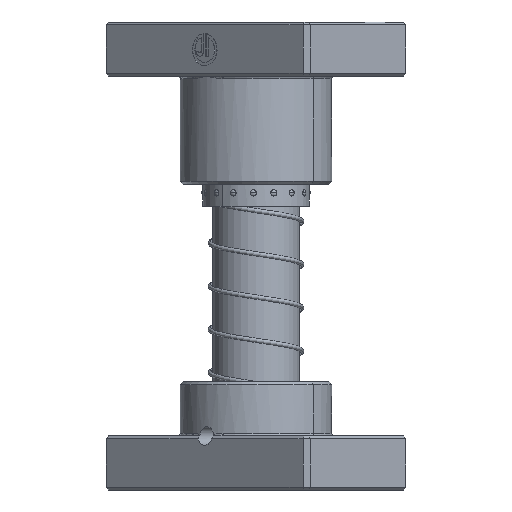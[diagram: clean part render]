
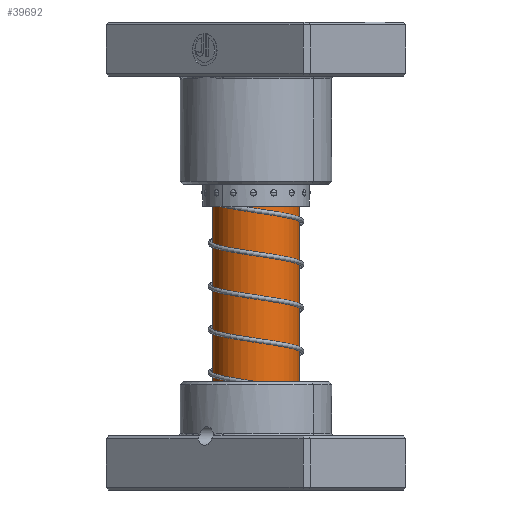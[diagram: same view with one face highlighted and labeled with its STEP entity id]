
A CAD part, front view. The second image highlights one B-rep face of the part: STEP entity #39692.
In plain terms, the highlighted cylindrical face has radius 16 mm (diameter 32 mm), a partial arc.
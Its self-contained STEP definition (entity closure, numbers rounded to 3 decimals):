
#1608 = VECTOR ( 'NONE', #15214, 1000. ) ;
#2987 = EDGE_CURVE ( 'NONE', #28095, #18146, #17315, .T. ) ;
#4222 = CARTESIAN_POINT ( 'NONE',  ( -16., 0., 140. ) ) ;
#4522 = EDGE_CURVE ( 'NONE', #18146, #12180, #38498, .T. ) ;
#7380 = DIRECTION ( 'NONE',  ( 0., 0., -1. ) ) ;
#8822 = CARTESIAN_POINT ( 'NONE',  ( 0., 0., 140. ) ) ;
#9074 = CARTESIAN_POINT ( 'NONE',  ( 0., 0., 137. ) ) ;
#10897 = CIRCLE ( 'NONE', #20468, 16. ) ;
#12023 = CARTESIAN_POINT ( 'NONE',  ( 16., 0., 140. ) ) ;
#12169 = AXIS2_PLACEMENT_3D ( 'NONE', #9074, #31159, #12247 ) ;
#12180 = VERTEX_POINT ( 'NONE', #14612 ) ;
#12247 = DIRECTION ( 'NONE',  ( 1., 0., 0. ) ) ;
#13373 = VECTOR ( 'NONE', #7380, 1000. ) ;
#14612 = CARTESIAN_POINT ( 'NONE',  ( -16., 0., 24.25 ) ) ;
#15018 = DIRECTION ( 'NONE',  ( 0., 0., -1. ) ) ;
#15214 = DIRECTION ( 'NONE',  ( 0., 0., -1. ) ) ;
#15401 = AXIS2_PLACEMENT_3D ( 'NONE', #8822, #30894, #40192 ) ;
#15498 = ORIENTED_EDGE ( 'NONE', *, *, #4522, .T. ) ;
#17315 = CIRCLE ( 'NONE', #12169, 16. ) ;
#18146 = VERTEX_POINT ( 'NONE', #24929 ) ;
#19100 = EDGE_CURVE ( 'NONE', #28095, #30963, #19389, .T. ) ;
#19389 = LINE ( 'NONE', #12023, #1608 ) ;
#20468 = AXIS2_PLACEMENT_3D ( 'NONE', #33902, #15018, #37087 ) ;
#23101 = ORIENTED_EDGE ( 'NONE', *, *, #19100, .F. ) ;
#23541 = EDGE_LOOP ( 'NONE', ( #23101, #32956, #15498, #35872 ) ) ;
#24929 = CARTESIAN_POINT ( 'NONE',  ( -16., 0., 137. ) ) ;
#28037 = EDGE_CURVE ( 'NONE', #30963, #12180, #10897, .T. ) ;
#28095 = VERTEX_POINT ( 'NONE', #30744 ) ;
#30744 = CARTESIAN_POINT ( 'NONE',  ( 16., 0., 137. ) ) ;
#30894 = DIRECTION ( 'NONE',  ( 0., 0., -1. ) ) ;
#30963 = VERTEX_POINT ( 'NONE', #33400 ) ;
#31159 = DIRECTION ( 'NONE',  ( 0., 0., -1. ) ) ;
#32956 = ORIENTED_EDGE ( 'NONE', *, *, #2987, .T. ) ;
#33400 = CARTESIAN_POINT ( 'NONE',  ( 16., 0., 24.25 ) ) ;
#33902 = CARTESIAN_POINT ( 'NONE',  ( 0., 0., 24.25 ) ) ;
#35872 = ORIENTED_EDGE ( 'NONE', *, *, #28037, .F. ) ;
#37087 = DIRECTION ( 'NONE',  ( -1., 0., 0. ) ) ;
#38498 = LINE ( 'NONE', #4222, #13373 ) ;
#38972 = CYLINDRICAL_SURFACE ( 'NONE', #15401, 16. ) ;
#39692 = ADVANCED_FACE ( 'NONE', ( #39944 ), #38972, .T. ) ;
#39944 = FACE_OUTER_BOUND ( 'NONE', #23541, .T. ) ;
#40192 = DIRECTION ( 'NONE',  ( -1., 0., 0. ) ) ;
